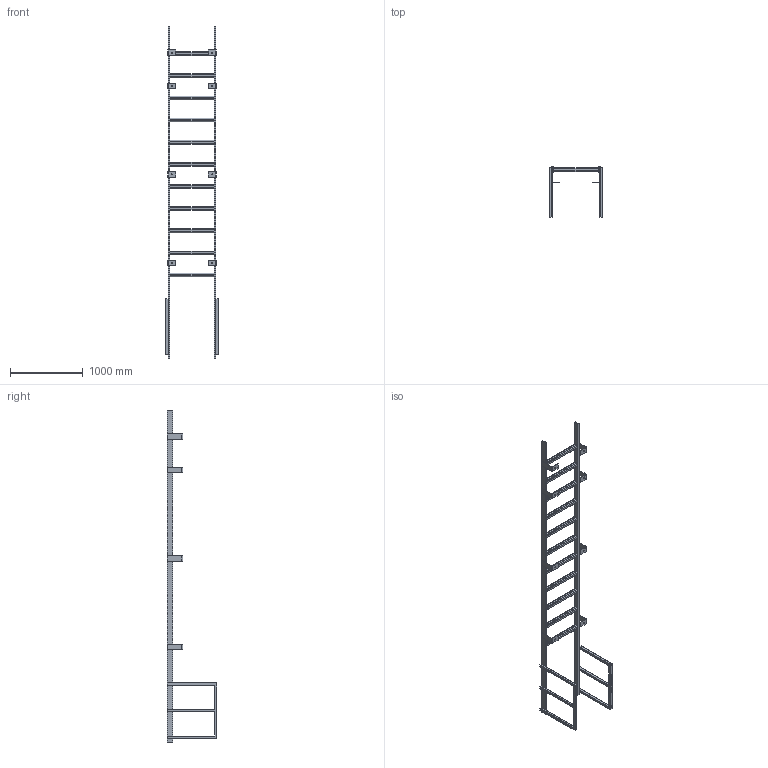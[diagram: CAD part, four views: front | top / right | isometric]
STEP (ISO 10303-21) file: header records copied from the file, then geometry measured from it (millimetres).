
FILE_DESCRIPTION (( 'STEP AP203' ), '1' );
FILE_NAME ('Tubular Fixed Ladder.STEP', '2025-05-09T20:13:15', ( '' ), ( '' ), 'SwSTEP 2.0', 'SolidWorks 2021', '' );
FILE_SCHEMA (( 'CONFIG_CONTROL_DESIGN' ));
Length unit declared in the file: inch
Products named in the file (4): Bracket_Default<As Machined>; Safety_tubes_Default<As Machined>; Tubular Fixed Ladder; Ladder_Default<As Machined>
Assembly tree (11 placements, depth 2):
  Tubular Fixed Ladder
    Ladder_Default<As Machined>
    Bracket_Default<As Machined>  x8
    Safety_tubes_Default<As Machined>  x2
Bounding box: 723.9 x 685.8 x 4572 mm (x, y, z)
Volume: 15739875.2 mm3; surface area: 7359771.4 mm2
Topology: 23 solids, 39 shells, 470 faces, 1112 edges, 720 vertices
Faces by surface type: plane 350, cylinder 120
Entity records: 9520 total; most frequent: DIRECTION 1546, CARTESIAN_POINT 1544, ORIENTED_EDGE 1484, EDGE_CURVE 742, LINE 558, VECTOR 558, AXIS2_PLACEMENT_3D 494, VERTEX_POINT 492
